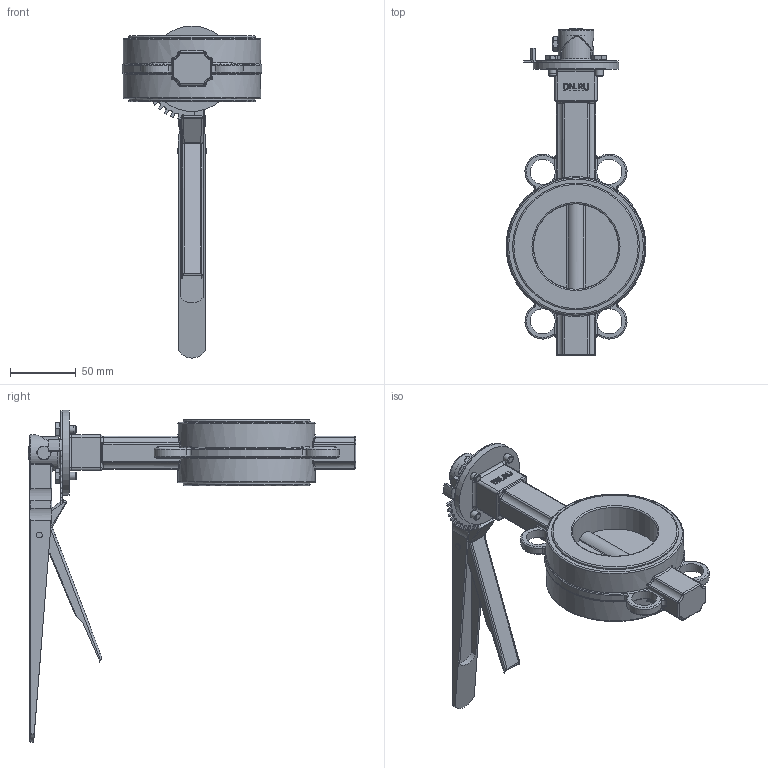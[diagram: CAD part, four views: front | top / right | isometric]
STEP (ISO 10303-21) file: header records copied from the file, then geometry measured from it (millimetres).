
FILE_DESCRIPTION(/* description */ (''),/* implementation_level */ '2;1');
FILE_NAME(/* name */ 'DN65_3D_STEP.stp',/* time_stamp */ '2025-09-02T23:21:40+03:00',/* author */ ('igorr'),/* organization */ (''),/* preprocessor_version */ 'ST-DEVELOPER v20',/* originating_system */ 'Autodesk Inventor 2025',/* authorisation */ '');
FILE_SCHEMA (('AUTOMOTIVE_DESIGN { 1 0 10303 214 3 1 1 }'));
Length unit declared in the file: millimetre
Products named in the file (8): Сборка; Деталь; Сборка1; Деталь3; Деталь4; Деталь5; AS 1110 - M5 x 10; AS 1110 - M6 x 12
Assembly tree (11 placements, depth 3):
  Сборка
    Деталь
    AS 1110 - M6 x 12  x4
    Сборка1
      Деталь3
      Деталь4
      Деталь5
      AS 1110 - M6 x 12
    AS 1110 - M5 x 10
Bounding box: 106.13 x 249 x 252.5 mm (x, y, z)
Volume: 433432.1 mm3; surface area: 108042 mm2
Topology: 10 solids, 10 shells, 740 faces, 1863 edges, 1144 vertices
Faces by surface type: plane 289, cylinder 230, bspline 81, torus 78, cone 44, sphere 18
Full cylindrical faces by diameter (mm): 2.7 x1, 4.5 x5, 5 x1, 6 x9, 8 x1, 9 x2, 10 x5, 15 x1, 19 x4, 24.648 x1, 25.2 x1, 27 x1, 65 x2, 96.5 x2, 104.5 x2
Entity records: 23224 total; most frequent: CARTESIAN_POINT 6828, ORIENTED_EDGE 3294, DIRECTION 3219, EDGE_CURVE 1647, AXIS2_PLACEMENT_3D 1238, VERTEX_POINT 1024, LINE 743, VECTOR 743
